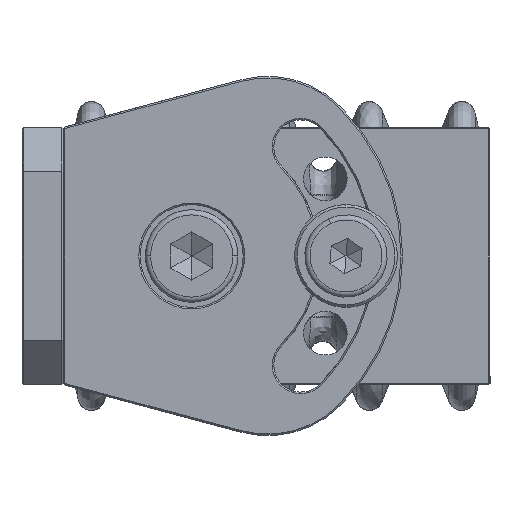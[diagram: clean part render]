
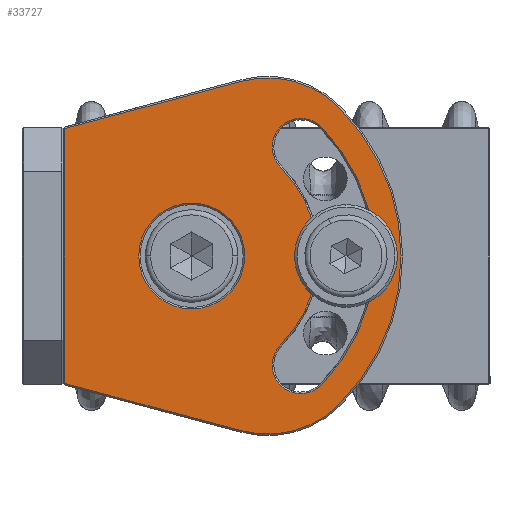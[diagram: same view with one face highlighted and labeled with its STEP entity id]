
A CAD part, left-side view. The second image highlights one B-rep face of the part: STEP entity #33727.
In plain terms, the highlighted face is planar.
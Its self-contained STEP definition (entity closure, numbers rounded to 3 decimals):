
#1254 = EDGE_CURVE ( 'NONE', #1710, #33111, #30160, .T. ) ;
#1440 = ORIENTED_EDGE ( 'NONE', *, *, #1254, .T. ) ;
#1682 = ORIENTED_EDGE ( 'NONE', *, *, #2642, .T. ) ;
#1710 = VERTEX_POINT ( 'NONE', #33972 ) ;
#1735 = VERTEX_POINT ( 'NONE', #33971 ) ;
#2011 = ORIENTED_EDGE ( 'NONE', *, *, #2019, .T. ) ;
#2019 = EDGE_CURVE ( 'NONE', #2021, #1710, #34013, .T. ) ;
#2021 = VERTEX_POINT ( 'NONE', #34009 ) ;
#2642 = EDGE_CURVE ( 'NONE', #1735, #2021, #34130, .T. ) ;
#2899 = ORIENTED_EDGE ( 'NONE', *, *, #38542, .T. ) ;
#3747 = ORIENTED_EDGE ( 'NONE', *, *, #30669, .T. ) ;
#3998 = ORIENTED_EDGE ( 'NONE', *, *, #4034, .T. ) ;
#4034 = EDGE_CURVE ( 'NONE', #4036, #30263, #34220, .T. ) ;
#4036 = VERTEX_POINT ( 'NONE', #34213 ) ;
#4433 = EDGE_CURVE ( 'NONE', #38948, #4036, #34212, .T. ) ;
#4991 = ORIENTED_EDGE ( 'NONE', *, *, #4433, .T. ) ;
#5146 = ORIENTED_EDGE ( 'NONE', *, *, #30386, .T. ) ;
#5253 = EDGE_CURVE ( 'NONE', #5256, #1735, #34195, .T. ) ;
#5256 = VERTEX_POINT ( 'NONE', #34188 ) ;
#5258 = EDGE_LOOP ( 'NONE', ( #5146, #4991, #3998, #3747, #2899, #35649, #7835 ) ) ;
#5264 = ORIENTED_EDGE ( 'NONE', *, *, #5253, .T. ) ;
#5331 = EDGE_CURVE ( 'NONE', #30690, #5256, #34191, .T. ) ;
#6686 = EDGE_CURVE ( 'NONE', #40328, #40428, #34241, .T. ) ;
#6981 = ORIENTED_EDGE ( 'NONE', *, *, #6686, .T. ) ;
#7138 = ORIENTED_EDGE ( 'NONE', *, *, #40426, .T. ) ;
#7357 = EDGE_LOOP ( 'NONE', ( #7138, #6981 ) ) ;
#7835 = ORIENTED_EDGE ( 'NONE', *, *, #30443, .T. ) ;
#10968 = CARTESIAN_POINT ( 'NONE',  ( 0., 0., -24.45 ) ) ;
#11015 = CARTESIAN_POINT ( 'NONE',  ( -17.289, 0., -17.289 ) ) ;
#11022 = CARTESIAN_POINT ( 'NONE',  ( 25.138, 0., -25.138 ) ) ;
#11080 = DIRECTION ( 'NONE',  ( 0., 0., 1. ) ) ;
#11081 = DIRECTION ( 'NONE',  ( 0., -1., 0. ) ) ;
#11082 = CARTESIAN_POINT ( 'NONE',  ( -21.213, 0., -21.213 ) ) ;
#11083 = AXIS2_PLACEMENT_3D ( 'NONE', #11082, #11081, #11080 ) ;
#11084 = CIRCLE ( 'NONE', #11083, 5.55 ) ;
#11157 = DIRECTION ( 'NONE',  ( 0., 0., 1. ) ) ;
#11158 = DIRECTION ( 'NONE',  ( 0., 1., 0. ) ) ;
#11159 = CARTESIAN_POINT ( 'NONE',  ( 0., 0., 0. ) ) ;
#11160 = AXIS2_PLACEMENT_3D ( 'NONE', #11159, #11158, #11157 ) ;
#11161 = CIRCLE ( 'NONE', #11160, 24.45 ) ;
#11476 = DIRECTION ( 'NONE',  ( 0., 0., 1. ) ) ;
#11477 = DIRECTION ( 'NONE',  ( 0., -1., 0. ) ) ;
#11478 = CARTESIAN_POINT ( 'NONE',  ( 21.213, 0., -21.213 ) ) ;
#11479 = AXIS2_PLACEMENT_3D ( 'NONE', #11478, #11477, #11476 ) ;
#11484 = CIRCLE ( 'NONE', #11479, 5.55 ) ;
#11549 = DIRECTION ( 'NONE',  ( 0., 0., 1. ) ) ;
#11550 = DIRECTION ( 'NONE',  ( 0., 1., 0. ) ) ;
#11551 = CARTESIAN_POINT ( 'NONE',  ( 0., 0., 0. ) ) ;
#11552 = AXIS2_PLACEMENT_3D ( 'NONE', #11551, #11550, #11549 ) ;
#11553 = CIRCLE ( 'NONE', #11552, 40.7 ) ;
#11568 = CARTESIAN_POINT ( 'NONE',  ( 0., 0., -40.7 ) ) ;
#11569 = CARTESIAN_POINT ( 'NONE',  ( -28.967, 0., -28.591 ) ) ;
#17740 = CARTESIAN_POINT ( 'NONE',  ( 28.967, 0., -28.591 ) ) ;
#18674 = DIRECTION ( 'NONE',  ( 0., 0., 1. ) ) ;
#18675 = DIRECTION ( 'NONE',  ( 0., 1., 0. ) ) ;
#18676 = AXIS2_PLACEMENT_3D ( 'NONE', #18679, #18675, #18674 ) ;
#18679 = CARTESIAN_POINT ( 'NONE',  ( 14.946, 0., -14.752 ) ) ;
#18680 = PLANE ( 'NONE',  #18676 ) ;
#18682 = FACE_BOUND ( 'NONE', #7357, .T. ) ;
#18683 = FACE_BOUND ( 'NONE', #5258, .T. ) ;
#18684 = FACE_OUTER_BOUND ( 'NONE', #33682, .T. ) ;
#19053 = DIRECTION ( 'NONE',  ( 0., 0., 1. ) ) ;
#19054 = DIRECTION ( 'NONE',  ( 0., 1., 0. ) ) ;
#19055 = CARTESIAN_POINT ( 'NONE',  ( 0., 0., 0. ) ) ;
#19056 = AXIS2_PLACEMENT_3D ( 'NONE', #19055, #19054, #19053 ) ;
#19057 = CIRCLE ( 'NONE', #19056, 40.7 ) ;
#19266 = DIRECTION ( 'NONE',  ( 0., 0., 1. ) ) ;
#19267 = DIRECTION ( 'NONE',  ( 0., 1., 0. ) ) ;
#19268 = CARTESIAN_POINT ( 'NONE',  ( 0., 0., 0. ) ) ;
#19269 = AXIS2_PLACEMENT_3D ( 'NONE', #19268, #19267, #19266 ) ;
#19270 = CIRCLE ( 'NONE', #19269, 24.45 ) ;
#19622 = VERTEX_POINT ( 'NONE', #35256 ) ;
#19789 = CARTESIAN_POINT ( 'NONE',  ( 17.289, 0., -17.289 ) ) ;
#20214 = DIRECTION ( 'NONE',  ( 0., 0., 1. ) ) ;
#20215 = DIRECTION ( 'NONE',  ( 0., -1., 0. ) ) ;
#20216 = CARTESIAN_POINT ( 'NONE',  ( 21.213, 0., -21.213 ) ) ;
#20217 = AXIS2_PLACEMENT_3D ( 'NONE', #20216, #20215, #20214 ) ;
#20218 = CIRCLE ( 'NONE', #20217, 5.55 ) ;
#20313 = CARTESIAN_POINT ( 'NONE',  ( -21.213, 0., -15.663 ) ) ;
#21169 = CARTESIAN_POINT ( 'NONE',  ( 0., 0., -10.3 ) ) ;
#21194 = DIRECTION ( 'NONE',  ( 0., 0., 1. ) ) ;
#21195 = DIRECTION ( 'NONE',  ( 0., -1., 0. ) ) ;
#21196 = CARTESIAN_POINT ( 'NONE',  ( 0., 0., 0. ) ) ;
#21197 = AXIS2_PLACEMENT_3D ( 'NONE', #21196, #21195, #21194 ) ;
#21198 = CIRCLE ( 'NONE', #21197, 10.3 ) ;
#21208 = CARTESIAN_POINT ( 'NONE',  ( 0., 0., 10.3 ) ) ;
#30156 = DIRECTION ( 'NONE',  ( 0., 0., 1. ) ) ;
#30157 = DIRECTION ( 'NONE',  ( 0., 1., 0. ) ) ;
#30158 = CARTESIAN_POINT ( 'NONE',  ( 14.946, 0., -14.752 ) ) ;
#30159 = AXIS2_PLACEMENT_3D ( 'NONE', #30158, #30157, #30156 ) ;
#30160 = CIRCLE ( 'NONE', #30159, 19.7 ) ;
#30232 = VERTEX_POINT ( 'NONE', #10968 ) ;
#30263 = VERTEX_POINT ( 'NONE', #11022 ) ;
#30300 = VERTEX_POINT ( 'NONE', #11015 ) ;
#30386 = EDGE_CURVE ( 'NONE', #30300, #38948, #11084, .T. ) ;
#30443 = EDGE_CURVE ( 'NONE', #30232, #30300, #11161, .T. ) ;
#30669 = EDGE_CURVE ( 'NONE', #30263, #19622, #11484, .T. ) ;
#30690 = VERTEX_POINT ( 'NONE', #11569 ) ;
#30691 = VERTEX_POINT ( 'NONE', #11568 ) ;
#30702 = EDGE_CURVE ( 'NONE', #30691, #30690, #11553, .T. ) ;
#33111 = VERTEX_POINT ( 'NONE', #17740 ) ;
#33116 = ORIENTED_EDGE ( 'NONE', *, *, #5331, .T. ) ;
#33120 = ORIENTED_EDGE ( 'NONE', *, *, #30702, .T. ) ;
#33682 = EDGE_LOOP ( 'NONE', ( #1682, #2011, #1440, #34942, #33120, #33116, #5264 ) ) ;
#33727 = ADVANCED_FACE ( 'NONE', ( #18684, #18683, #18682 ), #18680, .T. ) ;
#33971 = CARTESIAN_POINT ( 'NONE',  ( -24.77, 0., 24.7 ) ) ;
#33972 = CARTESIAN_POINT ( 'NONE',  ( 33.975, 0., -9.653 ) ) ;
#34009 = CARTESIAN_POINT ( 'NONE',  ( 24.77, 0., 24.7 ) ) ;
#34010 = DIRECTION ( 'NONE',  ( 0.259, 0., -0.966 ) ) ;
#34011 = VECTOR ( 'NONE', #34010, 1000. ) ;
#34012 = CARTESIAN_POINT ( 'NONE',  ( 33.975, 0., -9.653 ) ) ;
#34013 = LINE ( 'NONE', #34012, #34011 ) ;
#34126 = DIRECTION ( 'NONE',  ( 1., 0., 0. ) ) ;
#34127 = VECTOR ( 'NONE', #34126, 1000. ) ;
#34129 = CARTESIAN_POINT ( 'NONE',  ( 14.946, 0., 24.7 ) ) ;
#34130 = LINE ( 'NONE', #34129, #34127 ) ;
#34188 = CARTESIAN_POINT ( 'NONE',  ( -33.975, 0., -9.653 ) ) ;
#34191 = CIRCLE ( 'NONE', #34262, 19.7 ) ;
#34192 = DIRECTION ( 'NONE',  ( 0.259, 0., 0.966 ) ) ;
#34193 = VECTOR ( 'NONE', #34192, 1000. ) ;
#34194 = CARTESIAN_POINT ( 'NONE',  ( -31.972, 0., -2.18 ) ) ;
#34195 = LINE ( 'NONE', #34194, #34193 ) ;
#34207 = DIRECTION ( 'NONE',  ( 0., 0., 1. ) ) ;
#34209 = DIRECTION ( 'NONE',  ( 0., -1., 0. ) ) ;
#34210 = CARTESIAN_POINT ( 'NONE',  ( -21.213, 0., -21.213 ) ) ;
#34211 = AXIS2_PLACEMENT_3D ( 'NONE', #34210, #34209, #34207 ) ;
#34212 = CIRCLE ( 'NONE', #34211, 5.55 ) ;
#34213 = CARTESIAN_POINT ( 'NONE',  ( -25.138, 0., -25.138 ) ) ;
#34215 = DIRECTION ( 'NONE',  ( 0., 0., 1. ) ) ;
#34217 = DIRECTION ( 'NONE',  ( 0., -1., 0. ) ) ;
#34218 = CARTESIAN_POINT ( 'NONE',  ( 0., 0., 0. ) ) ;
#34219 = AXIS2_PLACEMENT_3D ( 'NONE', #34218, #34217, #34215 ) ;
#34220 = CIRCLE ( 'NONE', #34219, 35.55 ) ;
#34236 = DIRECTION ( 'NONE',  ( 0., 0., 1. ) ) ;
#34237 = DIRECTION ( 'NONE',  ( 0., -1., 0. ) ) ;
#34239 = CARTESIAN_POINT ( 'NONE',  ( 0., 0., 0. ) ) ;
#34240 = AXIS2_PLACEMENT_3D ( 'NONE', #34239, #34237, #34236 ) ;
#34241 = CIRCLE ( 'NONE', #34240, 10.3 ) ;
#34259 = DIRECTION ( 'NONE',  ( 0., 0., 1. ) ) ;
#34260 = DIRECTION ( 'NONE',  ( 0., 1., 0. ) ) ;
#34261 = CARTESIAN_POINT ( 'NONE',  ( -14.946, 0., -14.752 ) ) ;
#34262 = AXIS2_PLACEMENT_3D ( 'NONE', #34261, #34260, #34259 ) ;
#34942 = ORIENTED_EDGE ( 'NONE', *, *, #34953, .T. ) ;
#34953 = EDGE_CURVE ( 'NONE', #33111, #30691, #19057, .T. ) ;
#35256 = CARTESIAN_POINT ( 'NONE',  ( 21.213, 0., -15.663 ) ) ;
#35609 = EDGE_CURVE ( 'NONE', #36811, #30232, #19270, .T. ) ;
#35649 = ORIENTED_EDGE ( 'NONE', *, *, #35609, .T. ) ;
#36811 = VERTEX_POINT ( 'NONE', #19789 ) ;
#38542 = EDGE_CURVE ( 'NONE', #19622, #36811, #20218, .T. ) ;
#38948 = VERTEX_POINT ( 'NONE', #20313 ) ;
#40328 = VERTEX_POINT ( 'NONE', #21169 ) ;
#40426 = EDGE_CURVE ( 'NONE', #40428, #40328, #21198, .T. ) ;
#40428 = VERTEX_POINT ( 'NONE', #21208 ) ;
